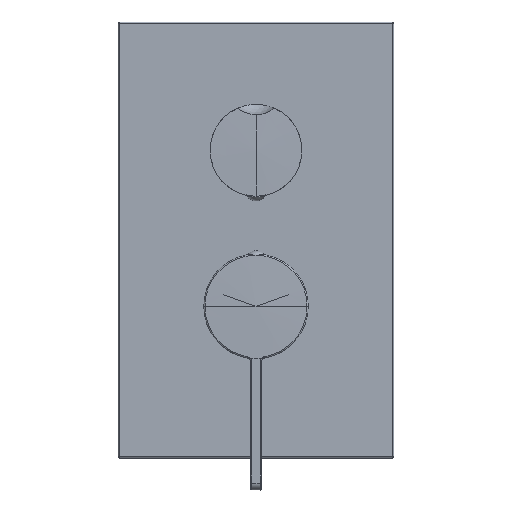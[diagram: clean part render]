
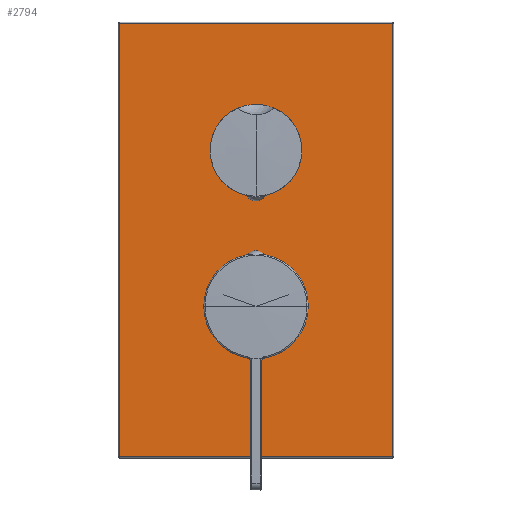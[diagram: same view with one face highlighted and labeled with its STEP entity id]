
A CAD part, top view. The second image highlights one B-rep face of the part: STEP entity #2794.
In plain terms, the highlighted planar face has unit normal (0, 0, 1).
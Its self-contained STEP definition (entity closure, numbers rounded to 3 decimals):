
#2536=DIRECTION('',(-1.,0.,0.));
#2537=VECTOR('',#2536,119.);
#2538=CARTESIAN_POINT('',(59.5,123.5,65.5));
#2539=LINE('',#2538,#2537);
#2540=DIRECTION('',(0.,1.,0.));
#2541=VECTOR('',#2540,189.);
#2542=CARTESIAN_POINT('',(59.5,-65.5,65.5));
#2543=LINE('',#2542,#2541);
#2544=DIRECTION('',(1.,0.,0.));
#2545=VECTOR('',#2544,119.);
#2546=CARTESIAN_POINT('',(-59.5,-65.5,65.5));
#2547=LINE('',#2546,#2545);
#2548=DIRECTION('',(0.,-1.,0.));
#2549=VECTOR('',#2548,189.);
#2550=CARTESIAN_POINT('',(-59.5,123.5,65.5));
#2551=LINE('',#2550,#2549);
#2665=CARTESIAN_POINT('',(59.5,123.5,65.5));
#2666=CARTESIAN_POINT('',(-59.5,123.5,65.5));
#2667=VERTEX_POINT('',#2665);
#2668=VERTEX_POINT('',#2666);
#2673=CARTESIAN_POINT('',(-59.5,-65.5,65.5));
#2674=VERTEX_POINT('',#2673);
#2679=CARTESIAN_POINT('',(59.5,-65.5,65.5));
#2680=VERTEX_POINT('',#2679);
#2780=CARTESIAN_POINT('',(0.,29.,65.5));
#2781=DIRECTION('',(0.,0.,1.));
#2782=DIRECTION('',(1.,0.,0.));
#2783=AXIS2_PLACEMENT_3D('',#2780,#2781,#2782);
#2784=PLANE('',#2783);
#2786=ORIENTED_EDGE('',*,*,#2785,.F.);
#2788=ORIENTED_EDGE('',*,*,#2787,.F.);
#2789=ORIENTED_EDGE('',*,*,#2763,.F.);
#2791=ORIENTED_EDGE('',*,*,#2790,.F.);
#2792=EDGE_LOOP('',(#2786,#2788,#2789,#2791));
#2793=FACE_OUTER_BOUND('',#2792,.F.);
#2794=ADVANCED_FACE('',(#2793),#2784,.T.);
#2763=EDGE_CURVE('',#2674,#2680,#2547,.T.);
#2785=EDGE_CURVE('',#2667,#2668,#2539,.T.);
#2787=EDGE_CURVE('',#2680,#2667,#2543,.T.);
#2790=EDGE_CURVE('',#2668,#2674,#2551,.T.);
